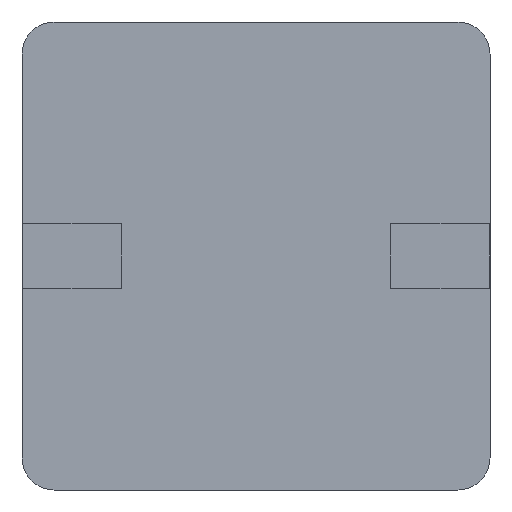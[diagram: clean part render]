
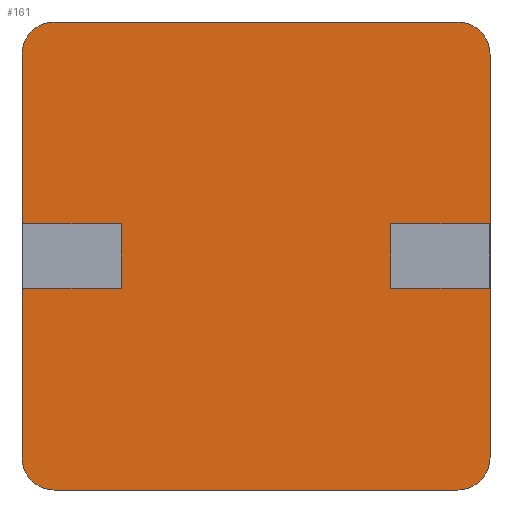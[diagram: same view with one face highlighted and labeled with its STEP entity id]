
A CAD part, front view. The second image highlights one B-rep face of the part: STEP entity #161.
In plain terms, the highlighted planar face has unit normal (0, -1, 0).
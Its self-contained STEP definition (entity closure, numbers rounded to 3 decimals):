
#10 = VECTOR ( 'NONE', #1359, 1000. ) ;
#33 = VERTEX_POINT ( 'NONE', #86 ) ;
#49 = VERTEX_POINT ( 'NONE', #1038 ) ;
#50 = PLANE ( 'NONE',  #713 ) ;
#52 = VERTEX_POINT ( 'NONE', #129 ) ;
#55 = CARTESIAN_POINT ( 'NONE',  ( -6.8, 0.2, -0.5 ) ) ;
#67 = LINE ( 'NONE', #1415, #795 ) ;
#81 = DIRECTION ( 'NONE',  ( 0., -1., 0. ) ) ;
#82 = VERTEX_POINT ( 'NONE', #1676 ) ;
#86 = CARTESIAN_POINT ( 'NONE',  ( -0.5, 0.2, 0. ) ) ;
#89 = LINE ( 'NONE', #245, #818 ) ;
#107 = DIRECTION ( 'NONE',  ( 1., 0., 0. ) ) ;
#113 = DIRECTION ( 'NONE',  ( 0., 0., -1. ) ) ;
#119 = VECTOR ( 'NONE', #1192, 1000. ) ;
#125 = CARTESIAN_POINT ( 'NONE',  ( -7.29, 0.2, -4.15 ) ) ;
#129 = CARTESIAN_POINT ( 'NONE',  ( -6.8, 0.2, 0. ) ) ;
#159 = LINE ( 'NONE', #308, #119 ) ;
#161 = ADVANCED_FACE ( 'NONE', ( #632, #1360, #1731 ), #50, .T. ) ;
#174 = DIRECTION ( 'NONE',  ( 0., -1., 0. ) ) ;
#192 = CARTESIAN_POINT ( 'NONE',  ( 0., 0.2, -7.3 ) ) ;
#200 = VERTEX_POINT ( 'NONE', #1253 ) ;
#203 = VECTOR ( 'NONE', #938, 1000. ) ;
#209 = CARTESIAN_POINT ( 'NONE',  ( -6.8, 0.2, -6.8 ) ) ;
#241 = ORIENTED_EDGE ( 'NONE', *, *, #1331, .T. ) ;
#244 = VERTEX_POINT ( 'NONE', #560 ) ;
#245 = CARTESIAN_POINT ( 'NONE',  ( 0., 0.2, -3.15 ) ) ;
#289 = VERTEX_POINT ( 'NONE', #1062 ) ;
#308 = CARTESIAN_POINT ( 'NONE',  ( -0.01, 0.2, -3.15 ) ) ;
#310 = VERTEX_POINT ( 'NONE', #339 ) ;
#317 = CARTESIAN_POINT ( 'NONE',  ( 0., 0.2, 0. ) ) ;
#328 = CARTESIAN_POINT ( 'NONE',  ( 0., 0.2, -6.8 ) ) ;
#330 = EDGE_CURVE ( 'NONE', #49, #310, #1201, .T. ) ;
#339 = CARTESIAN_POINT ( 'NONE',  ( -1.55, 0.2, -4.15 ) ) ;
#342 = EDGE_CURVE ( 'NONE', #289, #33, #1558, .T. ) ;
#370 = LINE ( 'NONE', #317, #10 ) ;
#401 = EDGE_CURVE ( 'NONE', #1456, #289, #370, .T. ) ;
#409 = CARTESIAN_POINT ( 'NONE',  ( -5.75, 0.2, -3.15 ) ) ;
#415 = ORIENTED_EDGE ( 'NONE', *, *, #840, .T. ) ;
#453 = DIRECTION ( 'NONE',  ( 0., 0., -1. ) ) ;
#467 = CARTESIAN_POINT ( 'NONE',  ( -6.8, 0.2, -7.3 ) ) ;
#469 = ORIENTED_EDGE ( 'NONE', *, *, #330, .F. ) ;
#477 = CARTESIAN_POINT ( 'NONE',  ( -0.5, 0.2, -0.5 ) ) ;
#490 = EDGE_CURVE ( 'NONE', #52, #844, #633, .T. ) ;
#493 = CARTESIAN_POINT ( 'NONE',  ( -7.3, 0.2, -0.5 ) ) ;
#502 = EDGE_CURVE ( 'NONE', #1385, #1470, #947, .T. ) ;
#506 = ORIENTED_EDGE ( 'NONE', *, *, #401, .T. ) ;
#527 = ORIENTED_EDGE ( 'NONE', *, *, #743, .T. ) ;
#547 = CARTESIAN_POINT ( 'NONE',  ( -0.5, 0.2, -6.8 ) ) ;
#560 = CARTESIAN_POINT ( 'NONE',  ( -5.75, 0.2, -4.15 ) ) ;
#561 = AXIS2_PLACEMENT_3D ( 'NONE', #55, #174, #1228 ) ;
#570 = AXIS2_PLACEMENT_3D ( 'NONE', #547, #788, #1202 ) ;
#587 = VECTOR ( 'NONE', #697, 1000. ) ;
#600 = VECTOR ( 'NONE', #775, 1000. ) ;
#632 = FACE_BOUND ( 'NONE', #1246, .T. ) ;
#633 = CIRCLE ( 'NONE', #561, 0.5 ) ;
#654 = CARTESIAN_POINT ( 'NONE',  ( 0., 0.2, 0. ) ) ;
#672 = EDGE_LOOP ( 'NONE', ( #858, #1623, #1029, #469 ) ) ;
#676 = CARTESIAN_POINT ( 'NONE',  ( 0., 0.2, -4.15 ) ) ;
#683 = AXIS2_PLACEMENT_3D ( 'NONE', #477, #1745, #1755 ) ;
#697 = DIRECTION ( 'NONE',  ( 0., 0., -1. ) ) ;
#702 = EDGE_CURVE ( 'NONE', #844, #200, #1742, .T. ) ;
#713 = AXIS2_PLACEMENT_3D ( 'NONE', #654, #81, #1369 ) ;
#743 = EDGE_CURVE ( 'NONE', #33, #52, #1627, .T. ) ;
#752 = CARTESIAN_POINT ( 'NONE',  ( 0., 0.2, -4.15 ) ) ;
#754 = VERTEX_POINT ( 'NONE', #1461 ) ;
#773 = LINE ( 'NONE', #192, #1284 ) ;
#774 = CIRCLE ( 'NONE', #570, 0.5 ) ;
#775 = DIRECTION ( 'NONE',  ( 0., 0., -1. ) ) ;
#776 = VECTOR ( 'NONE', #453, 1000. ) ;
#788 = DIRECTION ( 'NONE',  ( 0., -1., 0. ) ) ;
#795 = VECTOR ( 'NONE', #107, 1000. ) ;
#803 = VERTEX_POINT ( 'NONE', #409 ) ;
#818 = VECTOR ( 'NONE', #1248, 1000. ) ;
#820 = DIRECTION ( 'NONE',  ( 1., 0., 0. ) ) ;
#840 = EDGE_CURVE ( 'NONE', #803, #244, #874, .T. ) ;
#844 = VERTEX_POINT ( 'NONE', #493 ) ;
#848 = VECTOR ( 'NONE', #820, 1000. ) ;
#858 = ORIENTED_EDGE ( 'NONE', *, *, #1550, .F. ) ;
#874 = LINE ( 'NONE', #1552, #1609 ) ;
#938 = DIRECTION ( 'NONE',  ( -1., 0., 0. ) ) ;
#947 = LINE ( 'NONE', #125, #587 ) ;
#950 = CARTESIAN_POINT ( 'NONE',  ( -7.29, 0.2, -3.15 ) ) ;
#956 = LINE ( 'NONE', #676, #1328 ) ;
#1029 = ORIENTED_EDGE ( 'NONE', *, *, #1260, .T. ) ;
#1038 = CARTESIAN_POINT ( 'NONE',  ( -1.55, 0.2, -3.15 ) ) ;
#1044 = CARTESIAN_POINT ( 'NONE',  ( -7.3, 0.2, 0. ) ) ;
#1062 = CARTESIAN_POINT ( 'NONE',  ( 0., 0.2, -0.5 ) ) ;
#1071 = ORIENTED_EDGE ( 'NONE', *, *, #1116, .T. ) ;
#1092 = ORIENTED_EDGE ( 'NONE', *, *, #342, .T. ) ;
#1116 = EDGE_CURVE ( 'NONE', #200, #1581, #1206, .T. ) ;
#1145 = EDGE_CURVE ( 'NONE', #1470, #244, #1221, .T. ) ;
#1153 = EDGE_CURVE ( 'NONE', #1696, #82, #159, .T. ) ;
#1164 = ORIENTED_EDGE ( 'NONE', *, *, #1145, .F. ) ;
#1192 = DIRECTION ( 'NONE',  ( 0., 0., 1. ) ) ;
#1201 = LINE ( 'NONE', #1403, #776 ) ;
#1202 = DIRECTION ( 'NONE',  ( 0., 0., -1. ) ) ;
#1206 = CIRCLE ( 'NONE', #1726, 0.5 ) ;
#1221 = LINE ( 'NONE', #752, #848 ) ;
#1223 = DIRECTION ( 'NONE',  ( -1., 0., 0. ) ) ;
#1228 = DIRECTION ( 'NONE',  ( 0., 0., -1. ) ) ;
#1246 = EDGE_LOOP ( 'NONE', ( #1164, #1715, #1409, #415 ) ) ;
#1248 = DIRECTION ( 'NONE',  ( -1., 0., 0. ) ) ;
#1253 = CARTESIAN_POINT ( 'NONE',  ( -7.3, 0.2, -6.8 ) ) ;
#1259 = ORIENTED_EDGE ( 'NONE', *, *, #702, .T. ) ;
#1260 = EDGE_CURVE ( 'NONE', #1696, #310, #956, .T. ) ;
#1284 = VECTOR ( 'NONE', #1559, 1000. ) ;
#1320 = CARTESIAN_POINT ( 'NONE',  ( 0., 0.2, 0. ) ) ;
#1328 = VECTOR ( 'NONE', #1223, 1000. ) ;
#1331 = EDGE_CURVE ( 'NONE', #1581, #754, #773, .T. ) ;
#1355 = CARTESIAN_POINT ( 'NONE',  ( -7.29, 0.2, -4.15 ) ) ;
#1359 = DIRECTION ( 'NONE',  ( 0., 0., 1. ) ) ;
#1360 = FACE_BOUND ( 'NONE', #672, .T. ) ;
#1364 = EDGE_LOOP ( 'NONE', ( #506, #1092, #527, #1448, #1259, #1071, #241, #1695 ) ) ;
#1369 = DIRECTION ( 'NONE',  ( 0., 0., -1. ) ) ;
#1385 = VERTEX_POINT ( 'NONE', #950 ) ;
#1403 = CARTESIAN_POINT ( 'NONE',  ( -1.55, 0.2, 0. ) ) ;
#1409 = ORIENTED_EDGE ( 'NONE', *, *, #1674, .T. ) ;
#1415 = CARTESIAN_POINT ( 'NONE',  ( 0., 0.2, -3.15 ) ) ;
#1448 = ORIENTED_EDGE ( 'NONE', *, *, #490, .T. ) ;
#1456 = VERTEX_POINT ( 'NONE', #328 ) ;
#1461 = CARTESIAN_POINT ( 'NONE',  ( -0.5, 0.2, -7.3 ) ) ;
#1470 = VERTEX_POINT ( 'NONE', #1355 ) ;
#1550 = EDGE_CURVE ( 'NONE', #82, #49, #89, .T. ) ;
#1552 = CARTESIAN_POINT ( 'NONE',  ( -5.75, 0.2, 0. ) ) ;
#1558 = CIRCLE ( 'NONE', #683, 0.5 ) ;
#1559 = DIRECTION ( 'NONE',  ( 1., 0., 0. ) ) ;
#1581 = VERTEX_POINT ( 'NONE', #467 ) ;
#1593 = DIRECTION ( 'NONE',  ( 0., 0., -1. ) ) ;
#1601 = DIRECTION ( 'NONE',  ( 0., -1., 0. ) ) ;
#1605 = EDGE_CURVE ( 'NONE', #754, #1456, #774, .T. ) ;
#1609 = VECTOR ( 'NONE', #113, 1000. ) ;
#1623 = ORIENTED_EDGE ( 'NONE', *, *, #1153, .F. ) ;
#1627 = LINE ( 'NONE', #1320, #203 ) ;
#1674 = EDGE_CURVE ( 'NONE', #1385, #803, #67, .T. ) ;
#1676 = CARTESIAN_POINT ( 'NONE',  ( -0.01, 0.2, -3.15 ) ) ;
#1683 = CARTESIAN_POINT ( 'NONE',  ( -0.01, 0.2, -4.15 ) ) ;
#1695 = ORIENTED_EDGE ( 'NONE', *, *, #1605, .T. ) ;
#1696 = VERTEX_POINT ( 'NONE', #1683 ) ;
#1715 = ORIENTED_EDGE ( 'NONE', *, *, #502, .F. ) ;
#1726 = AXIS2_PLACEMENT_3D ( 'NONE', #209, #1601, #1593 ) ;
#1731 = FACE_OUTER_BOUND ( 'NONE', #1364, .T. ) ;
#1742 = LINE ( 'NONE', #1044, #600 ) ;
#1745 = DIRECTION ( 'NONE',  ( 0., -1., 0. ) ) ;
#1755 = DIRECTION ( 'NONE',  ( 0., 0., -1. ) ) ;
